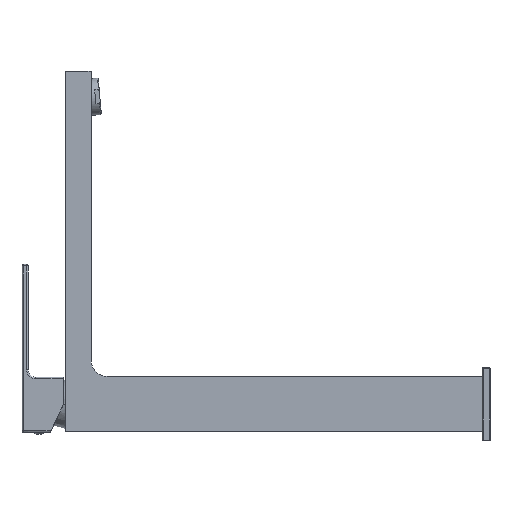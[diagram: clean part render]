
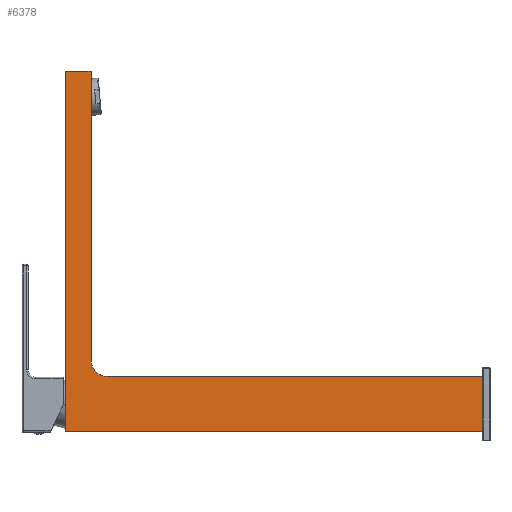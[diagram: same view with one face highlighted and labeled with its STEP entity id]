
A CAD part, left-side view. The second image highlights one B-rep face of the part: STEP entity #6378.
In plain terms, the highlighted planar face has unit normal (-1, 0, 0).
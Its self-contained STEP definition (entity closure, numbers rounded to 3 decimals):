
#658=DIRECTION('',(0.,0.,1.));
#659=VECTOR('',#658,36.);
#660=CARTESIAN_POINT('',(-18.,1.5,-17.75));
#661=LINE('',#660,#659);
#662=DIRECTION('',(0.,1.,0.));
#663=VECTOR('',#662,273.5);
#664=CARTESIAN_POINT('',(-18.,1.5,-17.75));
#665=LINE('',#664,#663);
#666=DIRECTION('',(0.,-1.,0.));
#667=VECTOR('',#666,17.);
#668=CARTESIAN_POINT('',(-18.,275.,218.5));
#669=LINE('',#668,#667);
#670=DIRECTION('',(0.,0.,1.));
#671=VECTOR('',#670,189.75);
#672=CARTESIAN_POINT('',(-18.,258.,28.75));
#673=LINE('',#672,#671);
#674=CARTESIAN_POINT('',(-18.,247.5,28.75));
#675=DIRECTION('',(1.,0.,0.));
#676=DIRECTION('',(0.,0.,-1.));
#677=AXIS2_PLACEMENT_3D('',#674,#675,#676);
#679=DIRECTION('',(0.,1.,0.));
#680=VECTOR('',#679,246.);
#681=CARTESIAN_POINT('',(-18.,1.5,18.25));
#682=LINE('',#681,#680);
#2712=DIRECTION('',(0.,0.,1.));
#2713=VECTOR('',#2712,236.25);
#2714=CARTESIAN_POINT('',(-18.,275.,-17.75));
#2715=LINE('',#2714,#2713);
#4684=CARTESIAN_POINT('',(-18.,275.,218.5));
#4686=VERTEX_POINT('',#4684);
#4688=CARTESIAN_POINT('',(-18.,275.,-17.75));
#4690=VERTEX_POINT('',#4688);
#4694=CARTESIAN_POINT('',(-18.,258.,218.5));
#4695=VERTEX_POINT('',#4694);
#4696=CARTESIAN_POINT('',(-18.,247.5,18.25));
#4697=CARTESIAN_POINT('',(-18.,258.,28.75));
#4698=VERTEX_POINT('',#4696);
#4699=VERTEX_POINT('',#4697);
#5233=CARTESIAN_POINT('',(-18.,1.5,-17.75));
#5234=CARTESIAN_POINT('',(-18.,1.5,18.25));
#5235=VERTEX_POINT('',#5233);
#5236=VERTEX_POINT('',#5234);
#6358=CARTESIAN_POINT('',(-18.,0.,-42.625));
#6359=DIRECTION('',(1.,0.,0.));
#6360=DIRECTION('',(0.,1.,0.));
#6361=AXIS2_PLACEMENT_3D('',#6358,#6359,#6360);
#6362=PLANE('',#6361);
#6364=ORIENTED_EDGE('',*,*,#6363,.F.);
#6366=ORIENTED_EDGE('',*,*,#6365,.T.);
#6368=ORIENTED_EDGE('',*,*,#6367,.T.);
#6370=ORIENTED_EDGE('',*,*,#6369,.T.);
#6371=ORIENTED_EDGE('',*,*,#6335,.F.);
#6373=ORIENTED_EDGE('',*,*,#6372,.F.);
#6375=ORIENTED_EDGE('',*,*,#6374,.F.);
#6376=EDGE_LOOP('',(#6364,#6366,#6368,#6370,#6371,#6373,#6375));
#6377=FACE_OUTER_BOUND('',#6376,.F.);
#6378=ADVANCED_FACE('',(#6377),#6362,.F.);
#678=CIRCLE('',#677,10.5);
#6335=EDGE_CURVE('',#4699,#4695,#673,.T.);
#6363=EDGE_CURVE('',#5235,#5236,#661,.T.);
#6365=EDGE_CURVE('',#5235,#4690,#665,.T.);
#6367=EDGE_CURVE('',#4690,#4686,#2715,.T.);
#6369=EDGE_CURVE('',#4686,#4695,#669,.T.);
#6372=EDGE_CURVE('',#4698,#4699,#678,.T.);
#6374=EDGE_CURVE('',#5236,#4698,#682,.T.);
